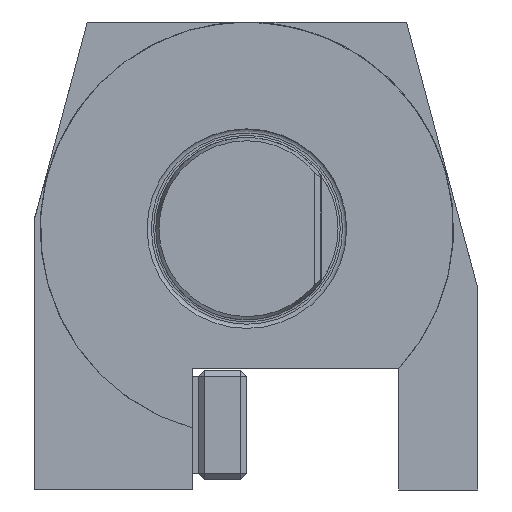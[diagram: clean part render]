
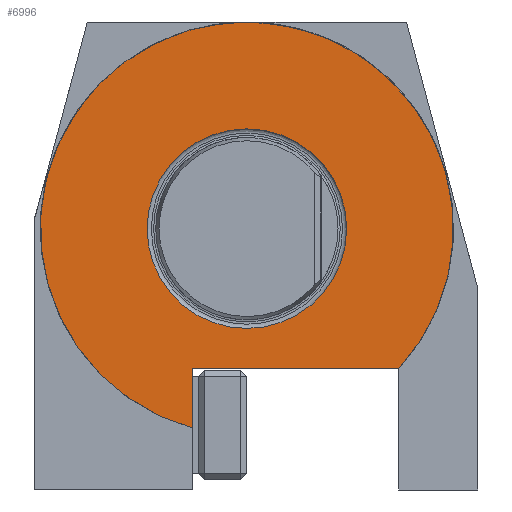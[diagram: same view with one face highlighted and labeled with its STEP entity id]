
A CAD part, front view. The second image highlights one B-rep face of the part: STEP entity #6996.
In plain terms, the highlighted planar face has unit normal (0, -1, 0).
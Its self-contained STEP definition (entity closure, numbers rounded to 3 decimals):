
#529 = DIRECTION ( 'NONE',  ( 0., -1., 0. ) ) ;
#1007 = VERTEX_POINT ( 'NONE', #1366 ) ;
#1185 = DIRECTION ( 'NONE',  ( 0., 1., 0. ) ) ;
#1366 = CARTESIAN_POINT ( 'NONE',  ( 25., 0., -23. ) ) ;
#1478 = ORIENTED_EDGE ( 'NONE', *, *, #7467, .T. ) ;
#1823 = CARTESIAN_POINT ( 'NONE',  ( 25., 0., -23.043 ) ) ;
#1967 = VECTOR ( 'NONE', #12129, 1000. ) ;
#1982 = EDGE_LOOP ( 'NONE', ( #1478, #6166, #8077, #6452 ) ) ;
#2123 = CARTESIAN_POINT ( 'NONE',  ( -9., 0., -23. ) ) ;
#2405 = CARTESIAN_POINT ( 'NONE',  ( 16.419, 0., 0. ) ) ;
#2950 = DIRECTION ( 'NONE',  ( 1., 0., 0. ) ) ;
#2965 = PLANE ( 'NONE',  #9660 ) ;
#3124 = LINE ( 'NONE', #4425, #3483 ) ;
#3375 = DIRECTION ( 'NONE',  ( -1., 0., 0. ) ) ;
#3483 = VECTOR ( 'NONE', #14114, 1000. ) ;
#3733 = VERTEX_POINT ( 'NONE', #11528 ) ;
#3814 = EDGE_CURVE ( 'NONE', #3733, #4967, #3124, .T. ) ;
#4139 = LINE ( 'NONE', #7839, #14097 ) ;
#4185 = FACE_BOUND ( 'NONE', #14326, .T. ) ;
#4425 = CARTESIAN_POINT ( 'NONE',  ( -9., 0., 0. ) ) ;
#4442 = ORIENTED_EDGE ( 'NONE', *, *, #10243, .F. ) ;
#4493 = VERTEX_POINT ( 'NONE', #1823 ) ;
#4967 = VERTEX_POINT ( 'NONE', #2123 ) ;
#5240 = AXIS2_PLACEMENT_3D ( 'NONE', #6513, #9097, #2950 ) ;
#5478 = DIRECTION ( 'NONE',  ( 1., 0., 0. ) ) ;
#6166 = ORIENTED_EDGE ( 'NONE', *, *, #11888, .T. ) ;
#6452 = ORIENTED_EDGE ( 'NONE', *, *, #3814, .T. ) ;
#6513 = CARTESIAN_POINT ( 'NONE',  ( 0., 0., 0. ) ) ;
#6996 = ADVANCED_FACE ( 'Defeature completata2_6', ( #15226, #4185 ), #2965, .T. ) ;
#7129 = CARTESIAN_POINT ( 'NONE',  ( 25., 0., 0. ) ) ;
#7261 = AXIS2_PLACEMENT_3D ( 'NONE', #9594, #1185, #3375 ) ;
#7467 = EDGE_CURVE ( 'NONE', #4967, #1007, #4139, .T. ) ;
#7839 = CARTESIAN_POINT ( 'NONE',  ( -16.55, 0., -23. ) ) ;
#8077 = ORIENTED_EDGE ( 'NONE', *, *, #9646, .F. ) ;
#9097 = DIRECTION ( 'NONE',  ( 0., -1., 0. ) ) ;
#9269 = CARTESIAN_POINT ( 'NONE',  ( -16.55, 0., 0. ) ) ;
#9594 = CARTESIAN_POINT ( 'NONE',  ( 0., 0., 0. ) ) ;
#9646 = EDGE_CURVE ( 'NONE', #3733, #4493, #15758, .T. ) ;
#9660 = AXIS2_PLACEMENT_3D ( 'NONE', #9269, #529, #5478 ) ;
#9707 = LINE ( 'NONE', #7129, #1967 ) ;
#10243 = EDGE_CURVE ( 'NONE', #13480, #13480, #11147, .T. ) ;
#11147 = CIRCLE ( 'NONE', #5240, 16.419 ) ;
#11528 = CARTESIAN_POINT ( 'NONE',  ( -9., 0., -32.787 ) ) ;
#11888 = EDGE_CURVE ( 'NONE', #1007, #4493, #9707, .T. ) ;
#12129 = DIRECTION ( 'NONE',  ( 0., 0., -1. ) ) ;
#12774 = DIRECTION ( 'NONE',  ( 1., 0., 0. ) ) ;
#13480 = VERTEX_POINT ( 'NONE', #2405 ) ;
#14097 = VECTOR ( 'NONE', #12774, 1000. ) ;
#14114 = DIRECTION ( 'NONE',  ( 0., 0., 1. ) ) ;
#14326 = EDGE_LOOP ( 'NONE', ( #4442 ) ) ;
#15226 = FACE_OUTER_BOUND ( 'NONE', #1982, .T. ) ;
#15758 = CIRCLE ( 'NONE', #7261, 34. ) ;
